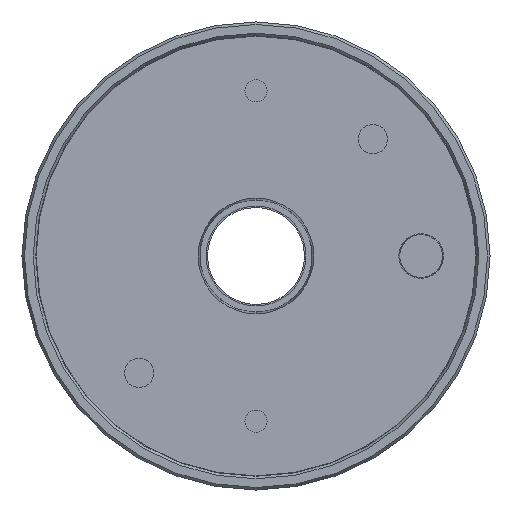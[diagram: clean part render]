
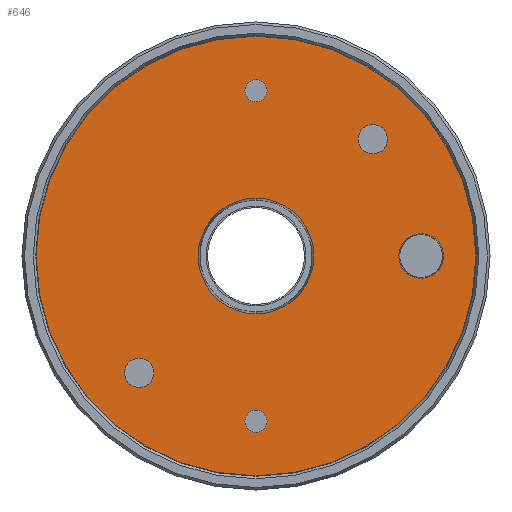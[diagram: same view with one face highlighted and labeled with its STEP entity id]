
A CAD part, front view. The second image highlights one B-rep face of the part: STEP entity #646.
In plain terms, the highlighted planar face has unit normal (0, -1, 0).
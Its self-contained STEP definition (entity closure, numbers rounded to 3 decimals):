
#6 = CARTESIAN_POINT ( 'NONE',  ( 0., 0., -13.335 ) ) ;
#13 = DIRECTION ( 'NONE',  ( 0., 0., -1. ) ) ;
#27 = VERTEX_POINT ( 'NONE', #540 ) ;
#62 = EDGE_LOOP ( 'NONE', ( #119 ) ) ;
#94 = EDGE_LOOP ( 'NONE', ( #1209 ) ) ;
#99 = PLANE ( 'NONE',  #819 ) ;
#106 = EDGE_CURVE ( 'NONE', #27, #27, #108, .T. ) ;
#108 = CIRCLE ( 'NONE', #663, 5.144 ) ;
#119 = ORIENTED_EDGE ( 'NONE', *, *, #1789, .F. ) ;
#232 = ORIENTED_EDGE ( 'NONE', *, *, #2788, .F. ) ;
#258 = CIRCLE ( 'NONE', #2325, 13.335 ) ;
#282 = DIRECTION ( 'NONE',  ( 0., -1., 0. ) ) ;
#363 = FACE_BOUND ( 'NONE', #2887, .T. ) ;
#380 = FACE_BOUND ( 'NONE', #62, .T. ) ;
#449 = DIRECTION ( 'NONE',  ( 0., 0., -1. ) ) ;
#455 = EDGE_LOOP ( 'NONE', ( #232 ) ) ;
#464 = CARTESIAN_POINT ( 'NONE',  ( 26.941, 0., 23.567 ) ) ;
#540 = CARTESIAN_POINT ( 'NONE',  ( 38.1, 0., -5.144 ) ) ;
#556 = CIRCLE ( 'NONE', #1292, 2.553 ) ;
#597 = FACE_BOUND ( 'NONE', #2257, .T. ) ;
#610 = DIRECTION ( 'NONE',  ( 0., 0., 1. ) ) ;
#619 = ORIENTED_EDGE ( 'NONE', *, *, #1021, .F. ) ;
#629 = ORIENTED_EDGE ( 'NONE', *, *, #106, .F. ) ;
#634 = VERTEX_POINT ( 'NONE', #1083 ) ;
#636 = DIRECTION ( 'NONE',  ( 0., 0., -1. ) ) ;
#646 = ADVANCED_FACE ( 'NONE', ( #363, #2704, #597, #795, #2449, #380, #1301 ), #99, .F. ) ;
#663 = AXIS2_PLACEMENT_3D ( 'NONE', #2783, #3037, #449 ) ;
#795 = FACE_BOUND ( 'NONE', #455, .T. ) ;
#819 = AXIS2_PLACEMENT_3D ( 'NONE', #1728, #2684, #610 ) ;
#830 = CARTESIAN_POINT ( 'NONE',  ( 0., 0., -38.1 ) ) ;
#838 = DIRECTION ( 'NONE',  ( 0., 0., -1. ) ) ;
#895 = CARTESIAN_POINT ( 'NONE',  ( 0., 0., 0. ) ) ;
#899 = CARTESIAN_POINT ( 'NONE',  ( -26.941, 0., -30.314 ) ) ;
#932 = CARTESIAN_POINT ( 'NONE',  ( 26.941, 0., 26.941 ) ) ;
#980 = CARTESIAN_POINT ( 'NONE',  ( 0., 0., -40.653 ) ) ;
#1021 = EDGE_CURVE ( 'NONE', #2726, #2726, #2499, .T. ) ;
#1083 = CARTESIAN_POINT ( 'NONE',  ( 0., 0., -50.698 ) ) ;
#1091 = ORIENTED_EDGE ( 'NONE', *, *, #1491, .F. ) ;
#1136 = DIRECTION ( 'NONE',  ( 0., -1., 0. ) ) ;
#1194 = DIRECTION ( 'NONE',  ( 0., -1., 0. ) ) ;
#1209 = ORIENTED_EDGE ( 'NONE', *, *, #1341, .T. ) ;
#1292 = AXIS2_PLACEMENT_3D ( 'NONE', #830, #1136, #2235 ) ;
#1301 = FACE_OUTER_BOUND ( 'NONE', #94, .T. ) ;
#1341 = EDGE_CURVE ( 'NONE', #634, #634, #2128, .T. ) ;
#1420 = CARTESIAN_POINT ( 'NONE',  ( -26.941, 0., -26.941 ) ) ;
#1426 = DIRECTION ( 'NONE',  ( 0., 0., -1. ) ) ;
#1491 = EDGE_CURVE ( 'NONE', #2461, #2461, #3063, .T. ) ;
#1518 = AXIS2_PLACEMENT_3D ( 'NONE', #1885, #2760, #2522 ) ;
#1571 = AXIS2_PLACEMENT_3D ( 'NONE', #1420, #282, #13 ) ;
#1575 = ORIENTED_EDGE ( 'NONE', *, *, #2432, .F. ) ;
#1664 = CARTESIAN_POINT ( 'NONE',  ( 0., 0., 0. ) ) ;
#1728 = CARTESIAN_POINT ( 'NONE',  ( 0., 0., 0. ) ) ;
#1789 = EDGE_CURVE ( 'NONE', #2268, #2268, #258, .T. ) ;
#1841 = VERTEX_POINT ( 'NONE', #980 ) ;
#1857 = VERTEX_POINT ( 'NONE', #464 ) ;
#1885 = CARTESIAN_POINT ( 'NONE',  ( 0., 0., 38.1 ) ) ;
#2128 = CIRCLE ( 'NONE', #2450, 50.698 ) ;
#2235 = DIRECTION ( 'NONE',  ( 0., 0., -1. ) ) ;
#2257 = EDGE_LOOP ( 'NONE', ( #619 ) ) ;
#2268 = VERTEX_POINT ( 'NONE', #6 ) ;
#2325 = AXIS2_PLACEMENT_3D ( 'NONE', #895, #1194, #1426 ) ;
#2432 = EDGE_CURVE ( 'NONE', #1857, #1857, #2602, .T. ) ;
#2449 = FACE_BOUND ( 'NONE', #2732, .T. ) ;
#2450 = AXIS2_PLACEMENT_3D ( 'NONE', #1664, #2964, #838 ) ;
#2461 = VERTEX_POINT ( 'NONE', #899 ) ;
#2499 = CIRCLE ( 'NONE', #1518, 2.553 ) ;
#2507 = CARTESIAN_POINT ( 'NONE',  ( 0., 0., 35.547 ) ) ;
#2522 = DIRECTION ( 'NONE',  ( 0., 0., -1. ) ) ;
#2602 = CIRCLE ( 'NONE', #3000, 3.374 ) ;
#2684 = DIRECTION ( 'NONE',  ( 0., 1., 0. ) ) ;
#2704 = FACE_BOUND ( 'NONE', #2801, .T. ) ;
#2726 = VERTEX_POINT ( 'NONE', #2507 ) ;
#2732 = EDGE_LOOP ( 'NONE', ( #629 ) ) ;
#2760 = DIRECTION ( 'NONE',  ( 0., -1., 0. ) ) ;
#2783 = CARTESIAN_POINT ( 'NONE',  ( 38.1, 0., 0. ) ) ;
#2788 = EDGE_CURVE ( 'NONE', #1841, #1841, #556, .T. ) ;
#2793 = DIRECTION ( 'NONE',  ( 0., -1., 0. ) ) ;
#2801 = EDGE_LOOP ( 'NONE', ( #1091 ) ) ;
#2887 = EDGE_LOOP ( 'NONE', ( #1575 ) ) ;
#2964 = DIRECTION ( 'NONE',  ( 0., -1., 0. ) ) ;
#3000 = AXIS2_PLACEMENT_3D ( 'NONE', #932, #2793, #636 ) ;
#3037 = DIRECTION ( 'NONE',  ( 0., -1., 0. ) ) ;
#3063 = CIRCLE ( 'NONE', #1571, 3.374 ) ;
